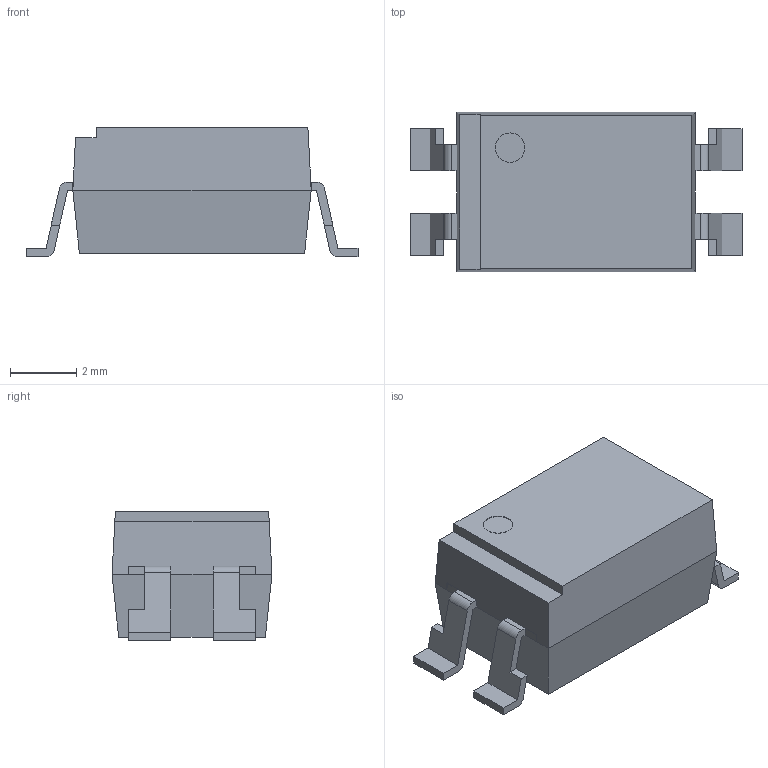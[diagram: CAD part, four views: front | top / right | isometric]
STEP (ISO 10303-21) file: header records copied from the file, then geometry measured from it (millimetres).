
FILE_DESCRIPTION(/* description */ (''),/* implementation_level */ '2;1');
FILE_NAME(/* name */ 'DIP-4-SMD.step',/* time_stamp */ '2021-05-29T14:32:08-05:00',/* author */ (''),/* organization */ (''),/* preprocessor_version */ 'ST-DEVELOPER v18.1',/* originating_system */ 'Autodesk Translation Framework v10.6.0.1341',/* authorisation */ '');
FILE_SCHEMA (('AUTOMOTIVE_DESIGN { 1 0 10303 214 3 1 1 }'));
Length unit declared in the file: millimetre
Products named in the file (1): DIP-4-SMD
Bounding box: 10.03 x 4.83 x 3.9 mm (x, y, z)
Volume: 127.7 mm3; surface area: 183.3 mm2
Topology: 1 solids, 1 shells, 74 faces, 201 edges, 130 vertices
Faces by surface type: plane 65, cylinder 9
Full cylindrical faces by diameter (mm): 0.889 x1
Entity records: 2346 total; most frequent: CARTESIAN_POINT 406, ORIENTED_EDGE 402, DIRECTION 369, EDGE_CURVE 201, LINE 183, VECTOR 183, VERTEX_POINT 130, AXIS2_PLACEMENT_3D 93
